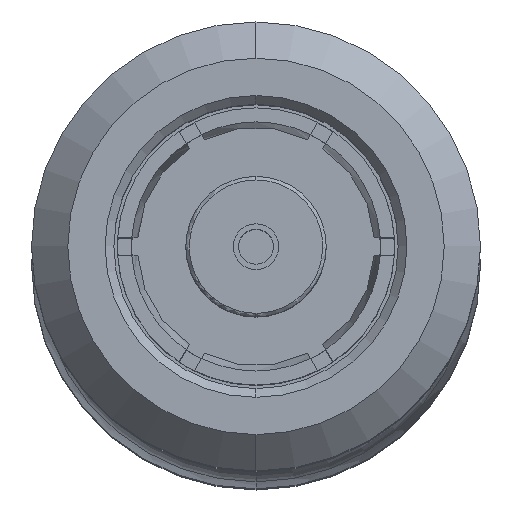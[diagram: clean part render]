
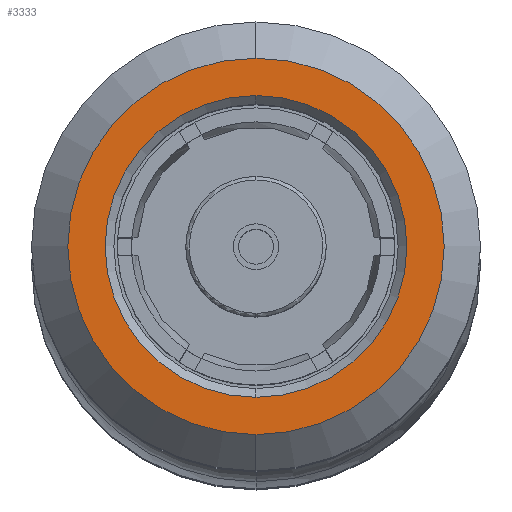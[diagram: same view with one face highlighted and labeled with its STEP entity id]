
A CAD part, top view. The second image highlights one B-rep face of the part: STEP entity #3333.
In plain terms, the highlighted face is planar.
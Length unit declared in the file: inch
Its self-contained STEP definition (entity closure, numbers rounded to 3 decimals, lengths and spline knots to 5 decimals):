
#36 = DIRECTION ( 'NONE',  ( -1., 0., 0. ) ) ;
#66 = AXIS2_PLACEMENT_3D ( 'NONE', #1930, #3300, #3921 ) ;
#78 = EDGE_LOOP ( 'NONE', ( #183, #3450 ) ) ;
#183 = ORIENTED_EDGE ( 'NONE', *, *, #3931, .F. ) ;
#298 = CARTESIAN_POINT ( 'NONE',  ( 0., 0., 0. ) ) ;
#396 = CARTESIAN_POINT ( 'NONE',  ( 0., 0., 0. ) ) ;
#404 = VERTEX_POINT ( 'NONE', #1746 ) ;
#485 = CIRCLE ( 'NONE', #2276, 0.10728 ) ;
#645 = DIRECTION ( 'NONE',  ( 0., 0., -1. ) ) ;
#650 = EDGE_LOOP ( 'NONE', ( #3188, #4291 ) ) ;
#666 = DIRECTION ( 'NONE',  ( -1., 0., 0. ) ) ;
#718 = EDGE_CURVE ( 'NONE', #404, #3549, #898, .T. ) ;
#774 = AXIS2_PLACEMENT_3D ( 'NONE', #3826, #36, #1383 ) ;
#808 = PLANE ( 'NONE',  #66 ) ;
#819 = VERTEX_POINT ( 'NONE', #3890 ) ;
#898 = CIRCLE ( 'NONE', #4115, 0.086 ) ;
#1103 = CARTESIAN_POINT ( 'NONE',  ( 0., 0., -0.10728 ) ) ;
#1212 = AXIS2_PLACEMENT_3D ( 'NONE', #298, #3397, #645 ) ;
#1383 = DIRECTION ( 'NONE',  ( 0., 0., 1. ) ) ;
#1746 = CARTESIAN_POINT ( 'NONE',  ( 0., 0., -0.086 ) ) ;
#1797 = DIRECTION ( 'NONE',  ( 1., 0., 0. ) ) ;
#1930 = CARTESIAN_POINT ( 'NONE',  ( 0., 0., 0. ) ) ;
#1973 = CARTESIAN_POINT ( 'NONE',  ( 0., 0., 0.086 ) ) ;
#2096 = VERTEX_POINT ( 'NONE', #1103 ) ;
#2276 = AXIS2_PLACEMENT_3D ( 'NONE', #3158, #1797, #2510 ) ;
#2436 = FACE_BOUND ( 'NONE', #650, .T. ) ;
#2461 = DIRECTION ( 'NONE',  ( 0., 0., 1. ) ) ;
#2510 = DIRECTION ( 'NONE',  ( 0., 0., -1. ) ) ;
#2555 = FACE_OUTER_BOUND ( 'NONE', #78, .T. ) ;
#2747 = EDGE_CURVE ( 'NONE', #819, #2096, #3425, .T. ) ;
#2927 = CIRCLE ( 'NONE', #774, 0.086 ) ;
#3158 = CARTESIAN_POINT ( 'NONE',  ( 0., 0., 0. ) ) ;
#3188 = ORIENTED_EDGE ( 'NONE', *, *, #4333, .F. ) ;
#3300 = DIRECTION ( 'NONE',  ( -1., 0., 0. ) ) ;
#3333 = ADVANCED_FACE ( 'NONE', ( #2436, #2555 ), #808, .T. ) ;
#3397 = DIRECTION ( 'NONE',  ( 1., 0., 0. ) ) ;
#3425 = CIRCLE ( 'NONE', #1212, 0.10728 ) ;
#3450 = ORIENTED_EDGE ( 'NONE', *, *, #2747, .F. ) ;
#3549 = VERTEX_POINT ( 'NONE', #1973 ) ;
#3826 = CARTESIAN_POINT ( 'NONE',  ( 0., 0., 0. ) ) ;
#3890 = CARTESIAN_POINT ( 'NONE',  ( 0., 0., 0.10728 ) ) ;
#3921 = DIRECTION ( 'NONE',  ( 0., 0., 1. ) ) ;
#3931 = EDGE_CURVE ( 'NONE', #2096, #819, #485, .T. ) ;
#4115 = AXIS2_PLACEMENT_3D ( 'NONE', #396, #666, #2461 ) ;
#4291 = ORIENTED_EDGE ( 'NONE', *, *, #718, .F. ) ;
#4333 = EDGE_CURVE ( 'NONE', #3549, #404, #2927, .T. ) ;
